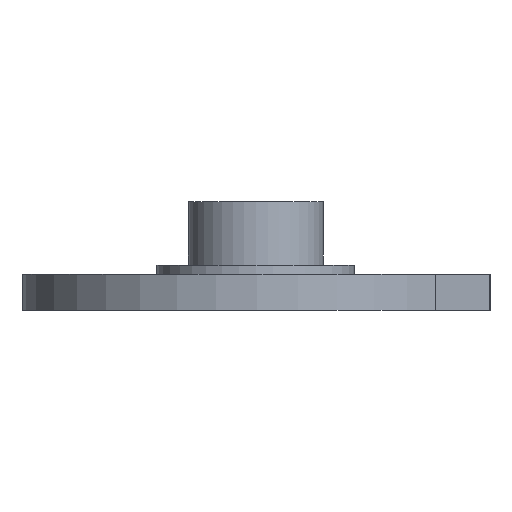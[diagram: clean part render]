
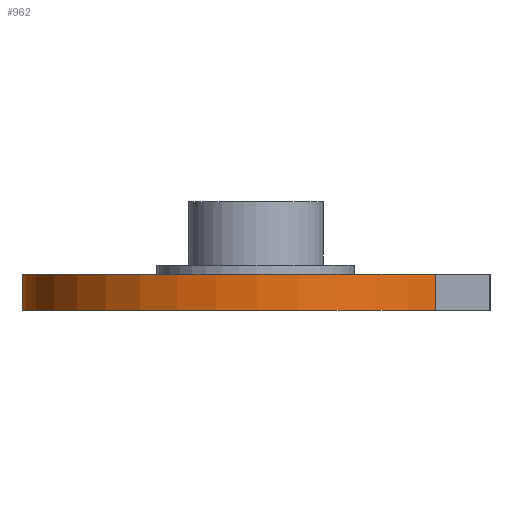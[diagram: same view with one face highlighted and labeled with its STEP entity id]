
A CAD part, left-side view. The second image highlights one B-rep face of the part: STEP entity #962.
In plain terms, the highlighted cylindrical face has radius 13 mm (diameter 26 mm), a partial arc.
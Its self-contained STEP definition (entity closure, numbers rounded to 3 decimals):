
#83 = PLANE('',#84);
#84 = AXIS2_PLACEMENT_3D('',#85,#86,#87);
#85 = CARTESIAN_POINT('',(-27.5,-10.,2.));
#86 = DIRECTION('',(0.,0.,1.));
#87 = DIRECTION('',(1.,0.,0.));
#137 = PLANE('',#138);
#138 = AXIS2_PLACEMENT_3D('',#139,#140,#141);
#139 = CARTESIAN_POINT('',(-27.5,-10.,0.));
#140 = DIRECTION('',(0.,0.,1.));
#141 = DIRECTION('',(1.,0.,0.));
#387 = VERTEX_POINT('',#388);
#388 = CARTESIAN_POINT('',(-27.,0.,0.));
#402 = PLANE('',#403);
#403 = AXIS2_PLACEMENT_3D('',#404,#405,#406);
#404 = CARTESIAN_POINT('',(-27.,0.,0.));
#405 = DIRECTION('',(0.,1.,0.));
#406 = DIRECTION('',(1.,0.,0.));
#414 = EDGE_CURVE('',#387,#415,#417,.T.);
#415 = VERTEX_POINT('',#416);
#416 = CARTESIAN_POINT('',(-48.307,-10.,0.));
#417 = SURFACE_CURVE('',#418,(#423,#430),.PCURVE_S1.);
#418 = CIRCLE('',#419,13.);
#419 = AXIS2_PLACEMENT_3D('',#420,#421,#422);
#420 = CARTESIAN_POINT('',(-40.,0.,0.));
#421 = DIRECTION('',(0.,0.,1.));
#422 = DIRECTION('',(1.,0.,0.));
#423 = PCURVE('',#137,#424);
#424 = DEFINITIONAL_REPRESENTATION('',(#425),#429);
#425 = CIRCLE('',#426,13.);
#426 = AXIS2_PLACEMENT_2D('',#427,#428);
#427 = CARTESIAN_POINT('',(-12.5,10.));
#428 = DIRECTION('',(1.,0.));
#429 = ( GEOMETRIC_REPRESENTATION_CONTEXT(2) 
PARAMETRIC_REPRESENTATION_CONTEXT() REPRESENTATION_CONTEXT('2D SPACE',''
  ) );
#430 = PCURVE('',#431,#436);
#431 = CYLINDRICAL_SURFACE('',#432,13.);
#432 = AXIS2_PLACEMENT_3D('',#433,#434,#435);
#433 = CARTESIAN_POINT('',(-40.,0.,0.));
#434 = DIRECTION('',(-0.,-0.,-1.));
#435 = DIRECTION('',(1.,0.,0.));
#436 = DEFINITIONAL_REPRESENTATION('',(#437),#441);
#437 = LINE('',#438,#439);
#438 = CARTESIAN_POINT('',(-0.,0.));
#439 = VECTOR('',#440,1.);
#440 = DIRECTION('',(-1.,0.));
#441 = ( GEOMETRIC_REPRESENTATION_CONTEXT(2) 
PARAMETRIC_REPRESENTATION_CONTEXT() REPRESENTATION_CONTEXT('2D SPACE',''
  ) );
#459 = PLANE('',#460);
#460 = AXIS2_PLACEMENT_3D('',#461,#462,#463);
#461 = CARTESIAN_POINT('',(-48.307,-13.,0.));
#462 = DIRECTION('',(-1.,0.,0.));
#463 = DIRECTION('',(0.,1.,0.));
#675 = VERTEX_POINT('',#676);
#676 = CARTESIAN_POINT('',(-27.,0.,2.));
#697 = EDGE_CURVE('',#675,#698,#700,.T.);
#698 = VERTEX_POINT('',#699);
#699 = CARTESIAN_POINT('',(-48.307,-10.,2.));
#700 = SURFACE_CURVE('',#701,(#706,#713),.PCURVE_S1.);
#701 = CIRCLE('',#702,13.);
#702 = AXIS2_PLACEMENT_3D('',#703,#704,#705);
#703 = CARTESIAN_POINT('',(-40.,0.,2.));
#704 = DIRECTION('',(0.,0.,1.));
#705 = DIRECTION('',(1.,0.,0.));
#706 = PCURVE('',#83,#707);
#707 = DEFINITIONAL_REPRESENTATION('',(#708),#712);
#708 = CIRCLE('',#709,13.);
#709 = AXIS2_PLACEMENT_2D('',#710,#711);
#710 = CARTESIAN_POINT('',(-12.5,10.));
#711 = DIRECTION('',(1.,0.));
#712 = ( GEOMETRIC_REPRESENTATION_CONTEXT(2) 
PARAMETRIC_REPRESENTATION_CONTEXT() REPRESENTATION_CONTEXT('2D SPACE',''
  ) );
#713 = PCURVE('',#431,#714);
#714 = DEFINITIONAL_REPRESENTATION('',(#715),#719);
#715 = LINE('',#716,#717);
#716 = CARTESIAN_POINT('',(-0.,-2.));
#717 = VECTOR('',#718,1.);
#718 = DIRECTION('',(-1.,0.));
#719 = ( GEOMETRIC_REPRESENTATION_CONTEXT(2) 
PARAMETRIC_REPRESENTATION_CONTEXT() REPRESENTATION_CONTEXT('2D SPACE',''
  ) );
#939 = EDGE_CURVE('',#387,#675,#940,.T.);
#940 = SURFACE_CURVE('',#941,(#945,#952),.PCURVE_S1.);
#941 = LINE('',#942,#943);
#942 = CARTESIAN_POINT('',(-27.,0.,0.));
#943 = VECTOR('',#944,1.);
#944 = DIRECTION('',(0.,0.,1.));
#945 = PCURVE('',#402,#946);
#946 = DEFINITIONAL_REPRESENTATION('',(#947),#951);
#947 = LINE('',#948,#949);
#948 = CARTESIAN_POINT('',(0.,0.));
#949 = VECTOR('',#950,1.);
#950 = DIRECTION('',(0.,-1.));
#951 = ( GEOMETRIC_REPRESENTATION_CONTEXT(2) 
PARAMETRIC_REPRESENTATION_CONTEXT() REPRESENTATION_CONTEXT('2D SPACE',''
  ) );
#952 = PCURVE('',#431,#953);
#953 = DEFINITIONAL_REPRESENTATION('',(#954),#958);
#954 = LINE('',#955,#956);
#955 = CARTESIAN_POINT('',(0.,0.));
#956 = VECTOR('',#957,1.);
#957 = DIRECTION('',(-0.,-1.));
#958 = ( GEOMETRIC_REPRESENTATION_CONTEXT(2) 
PARAMETRIC_REPRESENTATION_CONTEXT() REPRESENTATION_CONTEXT('2D SPACE',''
  ) );
#962 = ADVANCED_FACE('',(#963),#431,.T.);
#963 = FACE_BOUND('',#964,.F.);
#964 = EDGE_LOOP('',(#965,#966,#967,#988));
#965 = ORIENTED_EDGE('',*,*,#939,.T.);
#966 = ORIENTED_EDGE('',*,*,#697,.T.);
#967 = ORIENTED_EDGE('',*,*,#968,.F.);
#968 = EDGE_CURVE('',#415,#698,#969,.T.);
#969 = SURFACE_CURVE('',#970,(#974,#981),.PCURVE_S1.);
#970 = LINE('',#971,#972);
#971 = CARTESIAN_POINT('',(-48.307,-10.,0.));
#972 = VECTOR('',#973,1.);
#973 = DIRECTION('',(0.,0.,1.));
#974 = PCURVE('',#431,#975);
#975 = DEFINITIONAL_REPRESENTATION('',(#976),#980);
#976 = LINE('',#977,#978);
#977 = CARTESIAN_POINT('',(-4.019,0.));
#978 = VECTOR('',#979,1.);
#979 = DIRECTION('',(-0.,-1.));
#980 = ( GEOMETRIC_REPRESENTATION_CONTEXT(2) 
PARAMETRIC_REPRESENTATION_CONTEXT() REPRESENTATION_CONTEXT('2D SPACE',''
  ) );
#981 = PCURVE('',#459,#982);
#982 = DEFINITIONAL_REPRESENTATION('',(#983),#987);
#983 = LINE('',#984,#985);
#984 = CARTESIAN_POINT('',(3.,0.));
#985 = VECTOR('',#986,1.);
#986 = DIRECTION('',(0.,-1.));
#987 = ( GEOMETRIC_REPRESENTATION_CONTEXT(2) 
PARAMETRIC_REPRESENTATION_CONTEXT() REPRESENTATION_CONTEXT('2D SPACE',''
  ) );
#988 = ORIENTED_EDGE('',*,*,#414,.F.);
